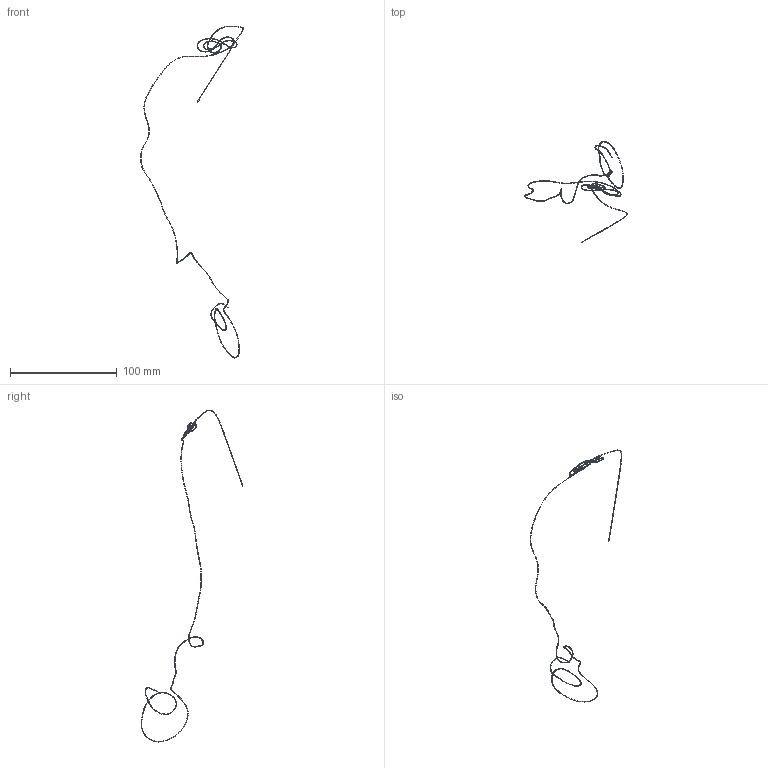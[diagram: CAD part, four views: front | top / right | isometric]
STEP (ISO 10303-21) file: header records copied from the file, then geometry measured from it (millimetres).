
FILE_DESCRIPTION(('STEP AP214'),'1');
FILE_NAME('Adult_DBS_02_Lead.step','2024-02-05T21:57:17',(' '),('ANSOFT Corporation'),'Spatial InterOp 3D',' ',' ');
FILE_SCHEMA(('AUTOMOTIVE_DESIGN { 1 0 10303 214 1 1 1 1 }'));
Length unit declared in the file: millimetre
Products named in the file (1): Lead
Bounding box: 96.07 x 95.12 x 310.44 mm (x, y, z)
Volume: 179.9 mm3; surface area: 1439.7 mm2
Topology: 1 solids, 1 shells, 1388 faces, 3615 edges, 2229 vertices
Faces by surface type: cylinder 1386, plane 2
Entity records: 43128 total; most frequent: DIRECTION 8622, CARTESIAN_POINT 7233, ORIENTED_EDGE 7230, AXIS2_PLACEMENT_3D 3618, EDGE_CURVE 3615, VERTEX_POINT 2229, ELLIPSE 2169, ADVANCED_FACE 1388
